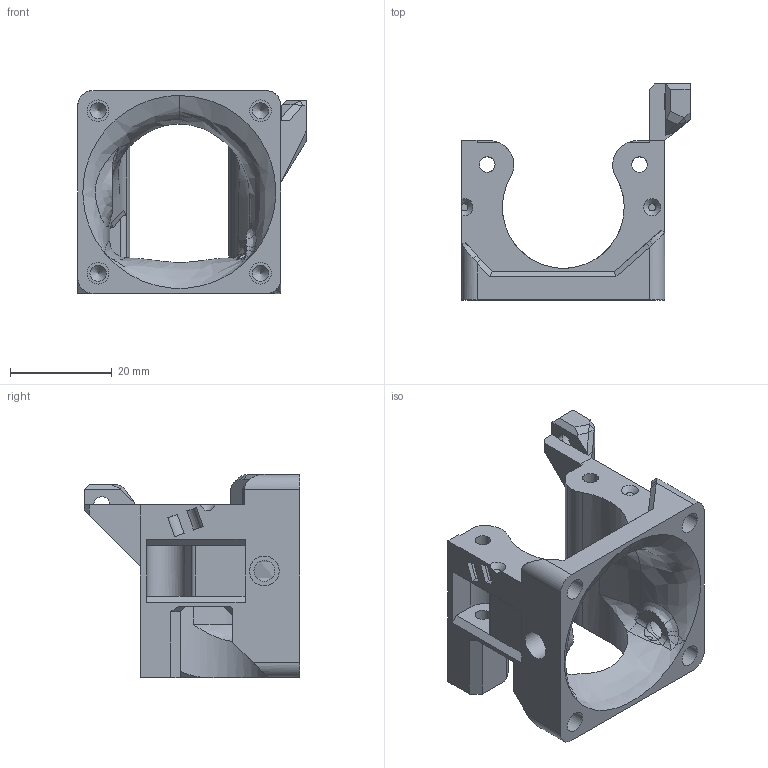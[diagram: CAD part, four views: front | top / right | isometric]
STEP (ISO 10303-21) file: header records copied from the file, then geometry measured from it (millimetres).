
FILE_DESCRIPTION(('FreeCAD Model'),'2;1');
FILE_NAME('Open CASCADE Shape Model','2024-07-20T22:29:48',(''),(''), 'Open CASCADE STEP processor 7.6','FreeCAD','Unknown');
FILE_SCHEMA(('AUTOMOTIVE_DESIGN { 1 0 10303 214 1 1 1 1 }'));
Length unit declared in the file: millimetre
Products named in the file (1): Fusion
Bounding box: 45 x 42.5 x 40 mm (x, y, z)
Volume: 15995.3 mm3; surface area: 9587.3 mm2
Topology: 1 solids, 1 shells, 214 faces, 586 edges, 374 vertices
Faces by surface type: plane 143, bspline 33, cylinder 32, cone 6
Full cylindrical faces by diameter (mm): 3.1 x4, 3.2 x1, 4.1 x2, 4.25 x5, 5.85 x2
Entity records: 21074 total; most frequent: CARTESIAN_POINT 10052, DIRECTION 1852, LINE 1202, VECTOR 1202, ORIENTED_EDGE 1154, PCURVE 1154, DEFINITIONAL_REPRESENTATION 1154, EDGE_CURVE 577
